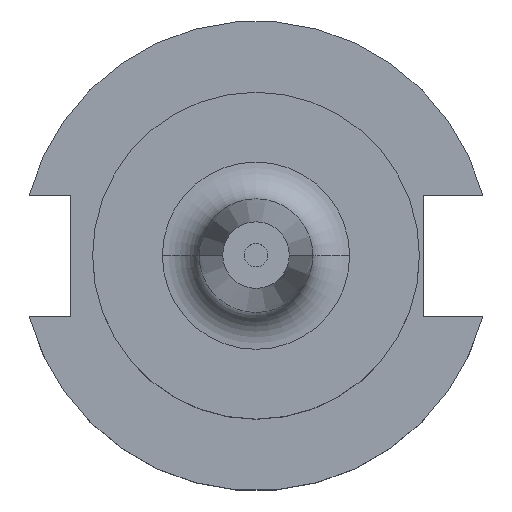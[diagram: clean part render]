
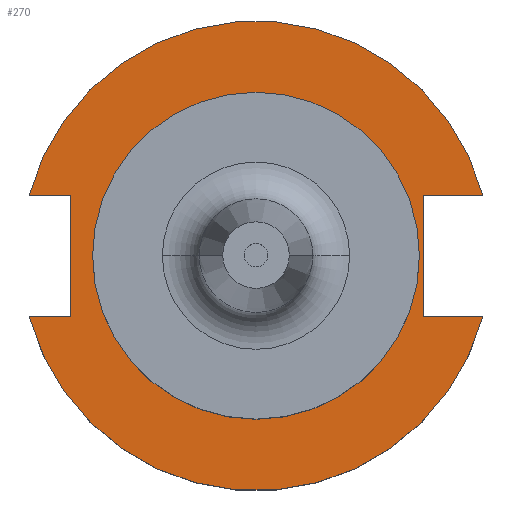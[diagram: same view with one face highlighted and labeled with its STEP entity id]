
A CAD part, top view. The second image highlights one B-rep face of the part: STEP entity #270.
In plain terms, the highlighted planar face has unit normal (0, 0, 1).
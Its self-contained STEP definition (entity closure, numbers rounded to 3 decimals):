
#1 = VERTEX_POINT ( 'NONE', #1118 ) ;
#16 = VERTEX_POINT ( 'NONE', #617 ) ;
#26 = EDGE_CURVE ( 'NONE', #390, #412, #813, .T. ) ;
#40 = LINE ( 'NONE', #1166, #760 ) ;
#41 = LINE ( 'NONE', #401, #1605 ) ;
#148 = CARTESIAN_POINT ( 'NONE',  ( -30.675, -8.191, 19.05 ) ) ;
#159 = CARTESIAN_POINT ( 'NONE',  ( -25.091, -8.191, 19.05 ) ) ;
#169 = VERTEX_POINT ( 'NONE', #1033 ) ;
#182 = DIRECTION ( 'NONE',  ( 0., 0., 1. ) ) ;
#245 = DIRECTION ( 'NONE',  ( 1., 0., 0. ) ) ;
#270 = ADVANCED_FACE ( 'NONE', ( #1200, #880 ), #1634, .F. ) ;
#279 = ORIENTED_EDGE ( 'NONE', *, *, #822, .F. ) ;
#292 = VECTOR ( 'NONE', #979, 1000. ) ;
#301 = CARTESIAN_POINT ( 'NONE',  ( 22.606, 8.191, 19.05 ) ) ;
#317 = EDGE_CURVE ( 'NONE', #169, #321, #41, .T. ) ;
#321 = VERTEX_POINT ( 'NONE', #301 ) ;
#328 = DIRECTION ( 'NONE',  ( -1., 0., 0. ) ) ;
#357 = AXIS2_PLACEMENT_3D ( 'NONE', #1480, #1511, #1132 ) ;
#373 = VERTEX_POINT ( 'NONE', #159 ) ;
#376 = ORIENTED_EDGE ( 'NONE', *, *, #317, .F. ) ;
#390 = VERTEX_POINT ( 'NONE', #1226 ) ;
#392 = DIRECTION ( 'NONE',  ( 1., 0., 0. ) ) ;
#401 = CARTESIAN_POINT ( 'NONE',  ( 0., 8.191, 19.05 ) ) ;
#412 = VERTEX_POINT ( 'NONE', #505 ) ;
#425 = AXIS2_PLACEMENT_3D ( 'NONE', #1232, #182, #456 ) ;
#427 = ORIENTED_EDGE ( 'NONE', *, *, #26, .T. ) ;
#456 = DIRECTION ( 'NONE',  ( 1., 0., 0. ) ) ;
#463 = VECTOR ( 'NONE', #1229, 1000. ) ;
#474 = EDGE_CURVE ( 'NONE', #412, #373, #672, .T. ) ;
#505 = CARTESIAN_POINT ( 'NONE',  ( -25.091, 8.191, 19.05 ) ) ;
#537 = DIRECTION ( 'NONE',  ( 1., 0., 0. ) ) ;
#577 = CIRCLE ( 'NONE', #1603, 22.1 ) ;
#588 = CARTESIAN_POINT ( 'NONE',  ( 0., 0., 19.05 ) ) ;
#608 = AXIS2_PLACEMENT_3D ( 'NONE', #1567, #1510, #1478 ) ;
#617 = CARTESIAN_POINT ( 'NONE',  ( 22.606, -8.191, 19.05 ) ) ;
#625 = DIRECTION ( 'NONE',  ( 0., 0., 1. ) ) ;
#633 = CARTESIAN_POINT ( 'NONE',  ( 22.606, 22.1, 19.05 ) ) ;
#672 = LINE ( 'NONE', #1607, #292 ) ;
#697 = ORIENTED_EDGE ( 'NONE', *, *, #1296, .T. ) ;
#701 = DIRECTION ( 'NONE',  ( 1., 0., 0. ) ) ;
#726 = ORIENTED_EDGE ( 'NONE', *, *, #1109, .T. ) ;
#743 = CARTESIAN_POINT ( 'NONE',  ( -61.091, 8.191, 19.05 ) ) ;
#760 = VECTOR ( 'NONE', #245, 1000. ) ;
#770 = AXIS2_PLACEMENT_3D ( 'NONE', #887, #817, #701 ) ;
#796 = CARTESIAN_POINT ( 'NONE',  ( 30.675, -8.191, 19.05 ) ) ;
#806 = EDGE_CURVE ( 'NONE', #16, #1269, #1365, .T. ) ;
#813 = LINE ( 'NONE', #743, #463 ) ;
#817 = DIRECTION ( 'NONE',  ( 0., 0., 1. ) ) ;
#822 = EDGE_CURVE ( 'NONE', #1050, #373, #40, .T. ) ;
#880 = FACE_OUTER_BOUND ( 'NONE', #930, .T. ) ;
#881 = CARTESIAN_POINT ( 'NONE',  ( -22.1, 0., 19.05 ) ) ;
#887 = CARTESIAN_POINT ( 'NONE',  ( 0., 0., 19.05 ) ) ;
#930 = EDGE_LOOP ( 'NONE', ( #1568, #279, #980, #1297, #697, #376, #726, #427 ) ) ;
#943 = ORIENTED_EDGE ( 'NONE', *, *, #1437, .F. ) ;
#979 = DIRECTION ( 'NONE',  ( 0., -1., 0. ) ) ;
#980 = ORIENTED_EDGE ( 'NONE', *, *, #1528, .T. ) ;
#998 = DIRECTION ( 'NONE',  ( 0., 1., 0. ) ) ;
#1033 = CARTESIAN_POINT ( 'NONE',  ( 30.675, 8.191, 19.05 ) ) ;
#1050 = VERTEX_POINT ( 'NONE', #148 ) ;
#1054 = VECTOR ( 'NONE', #537, 1000. ) ;
#1068 = VECTOR ( 'NONE', #998, 1000. ) ;
#1079 = EDGE_LOOP ( 'NONE', ( #943, #1267 ) ) ;
#1083 = CIRCLE ( 'NONE', #425, 31.75 ) ;
#1109 = EDGE_CURVE ( 'NONE', #169, #390, #1254, .T. ) ;
#1118 = CARTESIAN_POINT ( 'NONE',  ( 22.1, 0., 19.05 ) ) ;
#1132 = DIRECTION ( 'NONE',  ( 1., 0., 0. ) ) ;
#1166 = CARTESIAN_POINT ( 'NONE',  ( -61.091, -8.191, 19.05 ) ) ;
#1172 = CARTESIAN_POINT ( 'NONE',  ( 0., -8.191, 19.05 ) ) ;
#1200 = FACE_BOUND ( 'NONE', #1079, .T. ) ;
#1226 = CARTESIAN_POINT ( 'NONE',  ( -30.675, 8.191, 19.05 ) ) ;
#1229 = DIRECTION ( 'NONE',  ( 1., 0., 0. ) ) ;
#1232 = CARTESIAN_POINT ( 'NONE',  ( 0., 0., 19.05 ) ) ;
#1254 = CIRCLE ( 'NONE', #357, 31.75 ) ;
#1267 = ORIENTED_EDGE ( 'NONE', *, *, #1565, .F. ) ;
#1269 = VERTEX_POINT ( 'NONE', #796 ) ;
#1285 = VERTEX_POINT ( 'NONE', #881 ) ;
#1296 = EDGE_CURVE ( 'NONE', #16, #321, #1452, .T. ) ;
#1297 = ORIENTED_EDGE ( 'NONE', *, *, #806, .F. ) ;
#1362 = CIRCLE ( 'NONE', #770, 22.1 ) ;
#1365 = LINE ( 'NONE', #1172, #1054 ) ;
#1437 = EDGE_CURVE ( 'NONE', #1, #1285, #577, .T. ) ;
#1452 = LINE ( 'NONE', #633, #1068 ) ;
#1478 = DIRECTION ( 'NONE',  ( -1., 0., 0. ) ) ;
#1480 = CARTESIAN_POINT ( 'NONE',  ( 0., 0., 19.05 ) ) ;
#1510 = DIRECTION ( 'NONE',  ( 0., 0., -1. ) ) ;
#1511 = DIRECTION ( 'NONE',  ( 0., 0., 1. ) ) ;
#1528 = EDGE_CURVE ( 'NONE', #1050, #1269, #1083, .T. ) ;
#1565 = EDGE_CURVE ( 'NONE', #1285, #1, #1362, .T. ) ;
#1567 = CARTESIAN_POINT ( 'NONE',  ( 0., 22.1, 19.05 ) ) ;
#1568 = ORIENTED_EDGE ( 'NONE', *, *, #474, .T. ) ;
#1603 = AXIS2_PLACEMENT_3D ( 'NONE', #588, #625, #392 ) ;
#1605 = VECTOR ( 'NONE', #328, 1000. ) ;
#1607 = CARTESIAN_POINT ( 'NONE',  ( -25.091, 8.191, 19.05 ) ) ;
#1634 = PLANE ( 'NONE',  #608 ) ;
